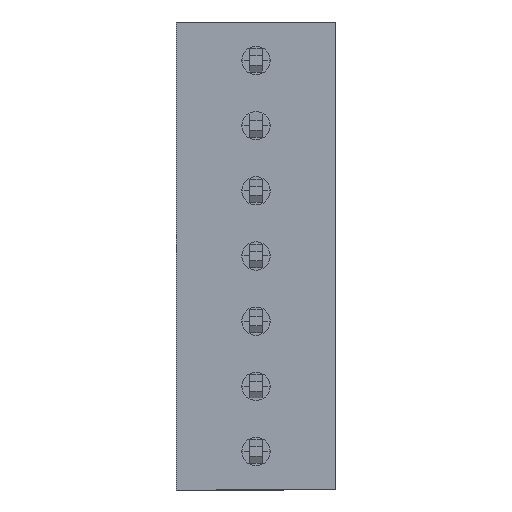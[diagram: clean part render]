
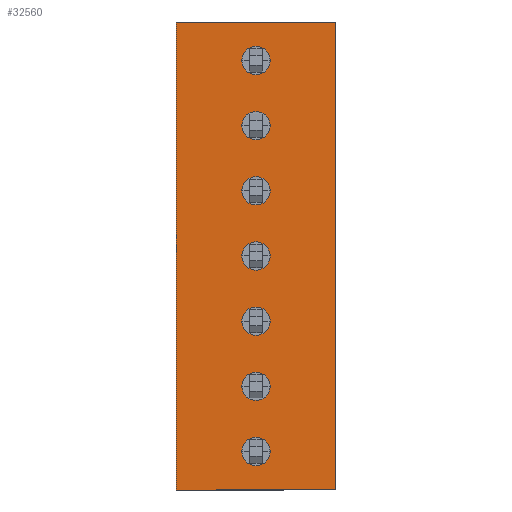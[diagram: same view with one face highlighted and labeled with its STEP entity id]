
A CAD part, front view. The second image highlights one B-rep face of the part: STEP entity #32560.
In plain terms, the highlighted planar face has unit normal (0, -1, 0).
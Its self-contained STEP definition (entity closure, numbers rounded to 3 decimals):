
#3140=CARTESIAN_POINT('',(-74.37,6.451
   ,-4.04));
#3150=DIRECTION('',(1.,0.,
   0.));
#3160=VECTOR('',#3150,1.);
#3170=LINE('',#3140,#3160);
#3180=CARTESIAN_POINT('',(-24.323,6.451
   ,-4.04));
#3190=VERTEX_POINT('',#3180);
#3200=CARTESIAN_POINT('',(-18.123,6.451
   ,-4.04));
#3210=VERTEX_POINT('',#3200);
#3220=EDGE_CURVE('',#3190,#3210,#3170,.T.);
#25020=CARTESIAN_POINT('',(-21.773,
   6.451,0.));
#25030=VERTEX_POINT('',#25020);
#25210=CARTESIAN_POINT('',(-20.673,
   6.451,0.));
#25220=VERTEX_POINT('',#25210);
#25250=CARTESIAN_POINT('',(-21.223,
   6.451,0.));
#25260=DIRECTION('',(0.,-1.,
   0.));
#25270=DIRECTION('',(1.,0.,
   0.));
#25280=AXIS2_PLACEMENT_3D('',#25250,#25260,#25270);
#25290=CIRCLE('',#25280,0.55);
#25300=EDGE_CURVE('',#25030,#25220,#25290,.T.);
#31310=CARTESIAN_POINT('',(-23.763,
   6.451,0.));
#31320=DIRECTION('',(0.,-1.,
   0.));
#31330=DIRECTION('',(-1.,0.,
   0.));
#31340=AXIS2_PLACEMENT_3D('',#31310,#31320,#31330);
#31350=PLANE('',#31340);
#31360=EDGE_CURVE('',#25220,#25030,#25290,.T.);
#31370=ORIENTED_EDGE('',*,*,#31360,.F.);
#31380=ORIENTED_EDGE('',*,*,#25300,.F.);
#31390=EDGE_LOOP('',(#31380,#31370));
#31400=FACE_BOUND('',#31390,.T.);
#31410=CARTESIAN_POINT('',(-21.223,
   6.451,-2.54));
#31420=DIRECTION('',(0.,-1.,
   0.));
#31430=DIRECTION('',(1.,0.,
   0.));
#31440=AXIS2_PLACEMENT_3D('',#31410,#31420,#31430);
#31450=CIRCLE('',#31440,0.55);
#31460=CARTESIAN_POINT('',(-21.773,
   6.451,-2.54));
#31470=VERTEX_POINT('',#31460);
#31480=CARTESIAN_POINT('',(-20.673,
   6.451,-2.54));
#31490=VERTEX_POINT('',#31480);
#31500=EDGE_CURVE('',#31470,#31490,#31450,.T.);
#31510=ORIENTED_EDGE('',*,*,#31500,.F.);
#31520=EDGE_CURVE('',#31490,#31470,#31450,.T.);
#31530=ORIENTED_EDGE('',*,*,#31520,.F.);
#31540=EDGE_LOOP('',(#31530,#31510));
#31550=FACE_BOUND('',#31540,.T.);
#31560=CARTESIAN_POINT('',(-21.223,
   6.451,2.54));
#31570=DIRECTION('',(0.,-1.,
   0.));
#31580=DIRECTION('',(1.,0.,
   0.));
#31590=AXIS2_PLACEMENT_3D('',#31560,#31570,#31580);
#31600=CIRCLE('',#31590,0.55);
#31610=CARTESIAN_POINT('',(-21.773,
   6.451,2.54));
#31620=VERTEX_POINT('',#31610);
#31630=CARTESIAN_POINT('',(-20.673,
   6.451,2.54));
#31640=VERTEX_POINT('',#31630);
#31650=EDGE_CURVE('',#31620,#31640,#31600,.T.);
#31660=ORIENTED_EDGE('',*,*,#31650,.F.);
#31670=EDGE_CURVE('',#31640,#31620,#31600,.T.);
#31680=ORIENTED_EDGE('',*,*,#31670,.F.);
#31690=EDGE_LOOP('',(#31680,#31660));
#31700=FACE_BOUND('',#31690,.T.);
#31710=ORIENTED_EDGE('',*,*,#3220,.T.);
#31720=CARTESIAN_POINT('',(-24.323,
   6.451,15.16));
#31730=DIRECTION('',(0.,0.,
   1.));
#31740=VECTOR('',#31730,1.);
#31750=LINE('',#31720,#31740);
#31760=CARTESIAN_POINT('',(-24.323,
   6.451,14.2));
#31770=VERTEX_POINT('',#31760);
#31780=EDGE_CURVE('',#3190,#31770,#31750,.T.);
#31790=ORIENTED_EDGE('',*,*,#31780,.F.);
#31800=CARTESIAN_POINT('',(-74.37,
   6.451,14.2));
#31810=DIRECTION('',(1.,0.,
   0.));
#31820=VECTOR('',#31810,1.);
#31830=LINE('',#31800,#31820);
#31840=CARTESIAN_POINT('',(-18.123,
   6.451,14.2));
#31850=VERTEX_POINT('',#31840);
#31860=EDGE_CURVE('',#31770,#31850,#31830,.T.);
#31870=ORIENTED_EDGE('',*,*,#31860,.F.);
#31880=CARTESIAN_POINT('',(-18.123,
   6.451,15.16));
#31890=DIRECTION('',(0.,0.,
   -1.));
#31900=VECTOR('',#31890,1.);
#31910=LINE('',#31880,#31900);
#31920=EDGE_CURVE('',#31850,#3210,#31910,.T.);
#31930=ORIENTED_EDGE('',*,*,#31920,.F.);
#31940=EDGE_LOOP('',(#31930,#31870,#31790,#31710));
#31950=FACE_OUTER_BOUND('',#31940,.T.);
#31960=CARTESIAN_POINT('',(-21.223,
   6.451,5.08));
#31970=DIRECTION('',(0.,-1.,
   0.));
#31980=DIRECTION('',(1.,0.,
   0.));
#31990=AXIS2_PLACEMENT_3D('',#31960,#31970,#31980);
#32000=CIRCLE('',#31990,0.55);
#32010=CARTESIAN_POINT('',(-21.773,
   6.451,5.08));
#32020=VERTEX_POINT('',#32010);
#32030=CARTESIAN_POINT('',(-20.673,
   6.451,5.08));
#32040=VERTEX_POINT('',#32030);
#32050=EDGE_CURVE('',#32020,#32040,#32000,.T.);
#32060=ORIENTED_EDGE('',*,*,#32050,.F.);
#32070=EDGE_CURVE('',#32040,#32020,#32000,.T.);
#32080=ORIENTED_EDGE('',*,*,#32070,.F.);
#32090=EDGE_LOOP('',(#32080,#32060));
#32100=FACE_BOUND('',#32090,.T.);
#32110=CARTESIAN_POINT('',(-21.223,
   6.451,7.62));
#32120=DIRECTION('',(0.,-1.,
   0.));
#32130=DIRECTION('',(1.,0.,
   0.));
#32140=AXIS2_PLACEMENT_3D('',#32110,#32120,#32130);
#32150=CIRCLE('',#32140,0.55);
#32160=CARTESIAN_POINT('',(-21.773,
   6.451,7.62));
#32170=VERTEX_POINT('',#32160);
#32180=CARTESIAN_POINT('',(-20.673,
   6.451,7.62));
#32190=VERTEX_POINT('',#32180);
#32200=EDGE_CURVE('',#32170,#32190,#32150,.T.);
#32210=ORIENTED_EDGE('',*,*,#32200,.F.);
#32220=EDGE_CURVE('',#32190,#32170,#32150,.T.);
#32230=ORIENTED_EDGE('',*,*,#32220,.F.);
#32240=EDGE_LOOP('',(#32230,#32210));
#32250=FACE_BOUND('',#32240,.T.);
#32260=CARTESIAN_POINT('',(-21.223,
   6.451,12.7));
#32270=DIRECTION('',(0.,-1.,
   0.));
#32280=DIRECTION('',(1.,0.,
   0.));
#32290=AXIS2_PLACEMENT_3D('',#32260,#32270,#32280);
#32300=CIRCLE('',#32290,0.55);
#32310=CARTESIAN_POINT('',(-21.773,
   6.451,12.7));
#32320=VERTEX_POINT('',#32310);
#32330=CARTESIAN_POINT('',(-20.673,
   6.451,12.7));
#32340=VERTEX_POINT('',#32330);
#32350=EDGE_CURVE('',#32320,#32340,#32300,.T.);
#32360=ORIENTED_EDGE('',*,*,#32350,.F.);
#32370=EDGE_CURVE('',#32340,#32320,#32300,.T.);
#32380=ORIENTED_EDGE('',*,*,#32370,.F.);
#32390=EDGE_LOOP('',(#32380,#32360));
#32400=FACE_BOUND('',#32390,.T.);
#32410=CARTESIAN_POINT('',(-21.223,
   6.451,10.16));
#32420=DIRECTION('',(0.,-1.,
   0.));
#32430=DIRECTION('',(1.,0.,
   0.));
#32440=AXIS2_PLACEMENT_3D('',#32410,#32420,#32430);
#32450=CIRCLE('',#32440,0.55);
#32460=CARTESIAN_POINT('',(-21.773,
   6.451,10.16));
#32470=VERTEX_POINT('',#32460);
#32480=CARTESIAN_POINT('',(-20.673,
   6.451,10.16));
#32490=VERTEX_POINT('',#32480);
#32500=EDGE_CURVE('',#32470,#32490,#32450,.T.);
#32510=ORIENTED_EDGE('',*,*,#32500,.F.);
#32520=EDGE_CURVE('',#32490,#32470,#32450,.T.);
#32530=ORIENTED_EDGE('',*,*,#32520,.F.);
#32540=EDGE_LOOP('',(#32530,#32510));
#32550=FACE_BOUND('',#32540,.T.);
#32560=ADVANCED_FACE('',(#31400,#31550,#31700,#31950,#32100,#32250,
   #32400,#32550),#31350,.T.);
